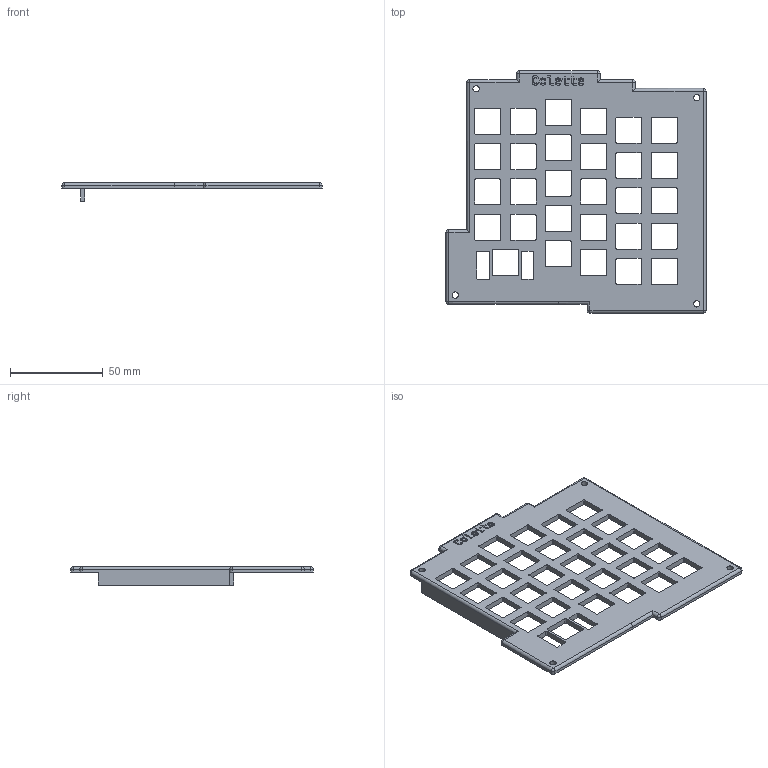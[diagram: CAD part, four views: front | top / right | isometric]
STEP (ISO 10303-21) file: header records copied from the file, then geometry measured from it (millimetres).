
FILE_DESCRIPTION(('FreeCAD Model'),'2;1');
FILE_NAME('Open CASCADE Shape Model','2025-05-23T17:55:22',(''),(''), 'Open CASCADE STEP processor 7.8','FreeCAD','Unknown');
FILE_SCHEMA(('AUTOMOTIVE_DESIGN { 1 0 10303 214 1 1 1 1 }'));
Length unit declared in the file: millimetre
Products named in the file (2): Plate-right; Body003
Assembly tree (1 placements, depth 2):
  Plate-right
    Body003
Bounding box: 140.3 x 130.83 x 10 mm (x, y, z)
Volume: 31738.8 mm3; surface area: 28733.1 mm2
Topology: 1 solids, 1 shells, 463 faces, 1329 edges, 869 vertices
Faces by surface type: plane 216, cylinder 152, extrusion 86, sphere 9
Full cylindrical faces by diameter (mm): 3.4 x4
Entity records: 15360 total; most frequent: CARTESIAN_POINT 3170, ORIENTED_EDGE 2640, DIRECTION 2290, EDGE_CURVE 1320, VECTOR 936, VERTEX_POINT 869, LINE 850, AXIS2_PLACEMENT_3D 677
